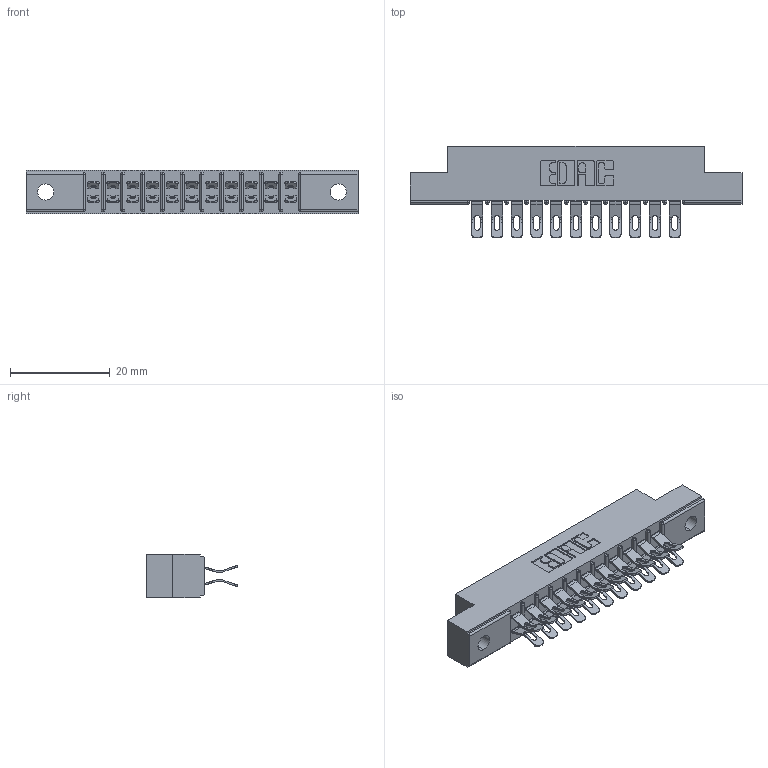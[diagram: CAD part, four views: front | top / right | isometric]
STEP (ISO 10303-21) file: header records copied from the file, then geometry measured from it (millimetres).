
FILE_DESCRIPTION (( 'STEP AP203' ), '1' );
FILE_NAME ('315-022-555-202.STEP', '2019-09-10T14:29:08', ( '' ), ( '' ), 'SwSTEP 2.0', 'SolidWorks 2016', '' );
FILE_SCHEMA (( 'CONFIG_CONTROL_DESIGN' ));
Length unit declared in the file: inch
Products named in the file (3): 315-022-555-202; 305-290-001_555; 305 Part_.128 Dia
Assembly tree (23 placements, depth 2):
  315-022-555-202
    305 Part_.128 Dia
    305-290-001_555  x22
Bounding box: 66.6 x 18.41 x 8.71 mm (x, y, z)
Volume: 4225.9 mm3; surface area: 7444.1 mm2
Topology: 23 solids, 23 shells, 1568 faces, 4661 edges, 3046 vertices
Faces by surface type: plane 772, cylinder 752, sphere 44
Entity records: 16310 total; most frequent: CARTESIAN_POINT 2717, ORIENTED_EDGE 2682, DIRECTION 2647, EDGE_CURVE 1341, VECTOR 1031, LINE 1031, VERTEX_POINT 862, AXIS2_PLACEMENT_3D 808
